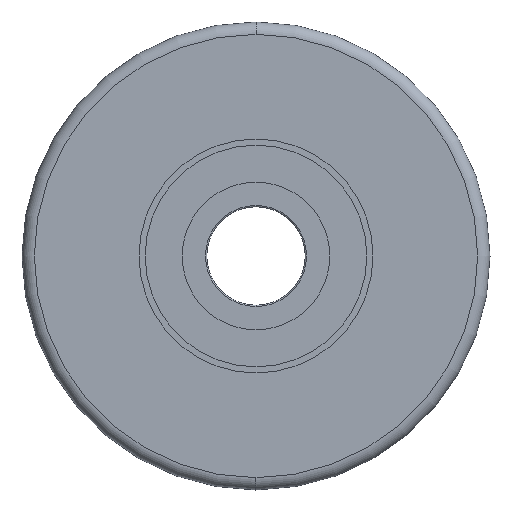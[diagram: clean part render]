
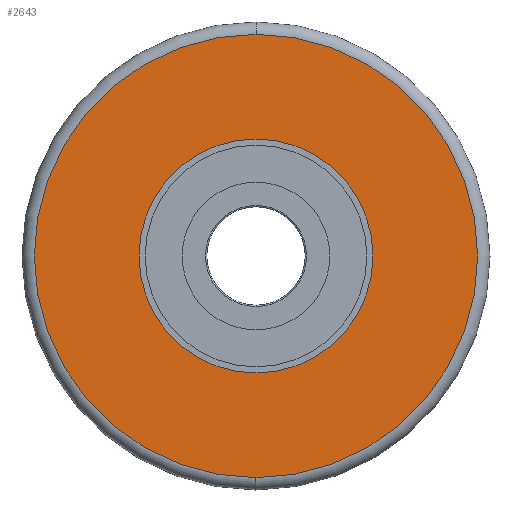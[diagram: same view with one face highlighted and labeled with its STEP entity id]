
A CAD part, left-side view. The second image highlights one B-rep face of the part: STEP entity #2643.
In plain terms, the highlighted planar face has unit normal (-1, 0, 0).
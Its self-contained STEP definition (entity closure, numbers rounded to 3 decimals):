
#8 = FACE_OUTER_BOUND ( 'NONE', #718, .T. ) ;
#111 = CARTESIAN_POINT ( 'NONE',  ( -5.5, 0., 0. ) ) ;
#259 = EDGE_CURVE ( 'NONE', #800, #1151, #1242, .T. ) ;
#291 = PLANE ( 'NONE',  #2439 ) ;
#491 = CARTESIAN_POINT ( 'NONE',  ( -5.5, 0., 0. ) ) ;
#500 = DIRECTION ( 'NONE',  ( 0., 0., 1. ) ) ;
#512 = ORIENTED_EDGE ( 'NONE', *, *, #259, .T. ) ;
#684 = DIRECTION ( 'NONE',  ( -1., 0., 0. ) ) ;
#718 = EDGE_LOOP ( 'NONE', ( #512, #1332 ) ) ;
#760 = DIRECTION ( 'NONE',  ( 1., 0., 0. ) ) ;
#774 = CIRCLE ( 'NONE', #2151, 9.5 ) ;
#800 = VERTEX_POINT ( 'NONE', #2281 ) ;
#840 = VERTEX_POINT ( 'NONE', #1087 ) ;
#948 = CIRCLE ( 'NONE', #2493, 9.5 ) ;
#974 = EDGE_CURVE ( 'NONE', #1151, #800, #1467, .T. ) ;
#1014 = EDGE_CURVE ( 'NONE', #840, #1513, #948, .T. ) ;
#1087 = CARTESIAN_POINT ( 'NONE',  ( -5.5, 0., -9.5 ) ) ;
#1094 = ORIENTED_EDGE ( 'NONE', *, *, #1532, .F. ) ;
#1151 = VERTEX_POINT ( 'NONE', #1189 ) ;
#1189 = CARTESIAN_POINT ( 'NONE',  ( -5.5, 0., -18. ) ) ;
#1242 = CIRCLE ( 'NONE', #2182, 18. ) ;
#1302 = AXIS2_PLACEMENT_3D ( 'NONE', #111, #2160, #2606 ) ;
#1318 = CARTESIAN_POINT ( 'NONE',  ( -5.5, 0., 9.5 ) ) ;
#1332 = ORIENTED_EDGE ( 'NONE', *, *, #974, .T. ) ;
#1340 = DIRECTION ( 'NONE',  ( -1., 0., 0. ) ) ;
#1412 = EDGE_LOOP ( 'NONE', ( #1094, #2664 ) ) ;
#1467 = CIRCLE ( 'NONE', #1302, 18. ) ;
#1513 = VERTEX_POINT ( 'NONE', #1318 ) ;
#1532 = EDGE_CURVE ( 'NONE', #1513, #840, #774, .T. ) ;
#1561 = CARTESIAN_POINT ( 'NONE',  ( -5.5, 0., 0. ) ) ;
#1573 = CARTESIAN_POINT ( 'NONE',  ( -5.5, 0., 0. ) ) ;
#1718 = DIRECTION ( 'NONE',  ( 0., 0., 1. ) ) ;
#2080 = FACE_BOUND ( 'NONE', #1412, .T. ) ;
#2151 = AXIS2_PLACEMENT_3D ( 'NONE', #491, #684, #1718 ) ;
#2160 = DIRECTION ( 'NONE',  ( -1., 0., 0. ) ) ;
#2182 = AXIS2_PLACEMENT_3D ( 'NONE', #1561, #2585, #500 ) ;
#2281 = CARTESIAN_POINT ( 'NONE',  ( -5.5, 0., 18. ) ) ;
#2382 = DIRECTION ( 'NONE',  ( 0., 0., 1. ) ) ;
#2417 = DIRECTION ( 'NONE',  ( 0., 0., -1. ) ) ;
#2439 = AXIS2_PLACEMENT_3D ( 'NONE', #2640, #760, #2417 ) ;
#2493 = AXIS2_PLACEMENT_3D ( 'NONE', #1573, #1340, #2382 ) ;
#2585 = DIRECTION ( 'NONE',  ( -1., 0., 0. ) ) ;
#2606 = DIRECTION ( 'NONE',  ( 0., 0., 1. ) ) ;
#2640 = CARTESIAN_POINT ( 'NONE',  ( -5.5, 9.5, 0. ) ) ;
#2643 = ADVANCED_FACE ( 'NONE', ( #2080, #8 ), #291, .F. ) ;
#2664 = ORIENTED_EDGE ( 'NONE', *, *, #1014, .F. ) ;
